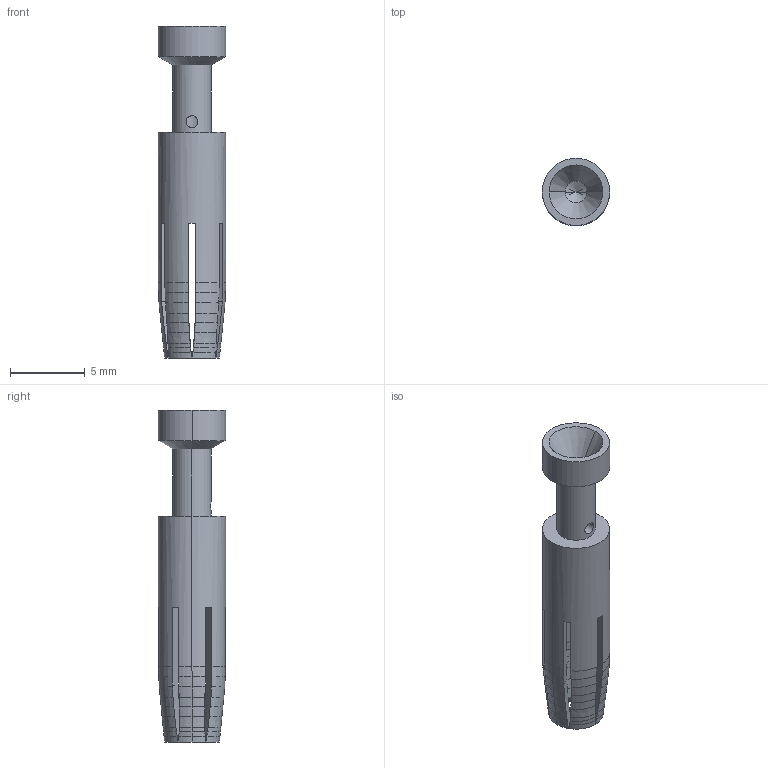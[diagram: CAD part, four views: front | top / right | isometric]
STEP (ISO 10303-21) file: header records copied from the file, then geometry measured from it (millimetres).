
FILE_DESCRIPTION(('CoCreate Modeling STEP Export'),'2;1');
FILE_NAME('CCFA.stp','2009-12-01T 9:56:10',(''),(''),'CoCreate Modeling STEP processor for AP214 (Solid Model)','CoCreate Modeling 16.00A 16-Aug-2008 (C) Parametric Technology GmbH','');
FILE_SCHEMA(('AUTOMOTIVE_DESIGN { 1 0 10303 214 1 1 1 1 }'));
Length unit declared in the file: millimetre
Products named in the file (2): CCFA
Assembly tree (1 placements, depth 2):
  CCFA
    CCFA
Bounding box: 4.5 x 4.5 x 22.2 mm (x, y, z)
Volume: 183.4 mm3; surface area: 489.8 mm2
Topology: 1 solids, 1 shells, 210 faces, 577 edges, 367 vertices
Faces by surface type: cone 160, plane 26, cylinder 24
Entity records: 10036 total; most frequent: CARTESIAN_POINT 4363, ORIENTED_EDGE 1146, EDGE_CURVE 573, VERTEX_POINT 367, DIRECTION 302, B_SPLINE_CURVE_WITH_KNOTS 256, SURFACE_CURVE 256, EDGE_LOOP 214
